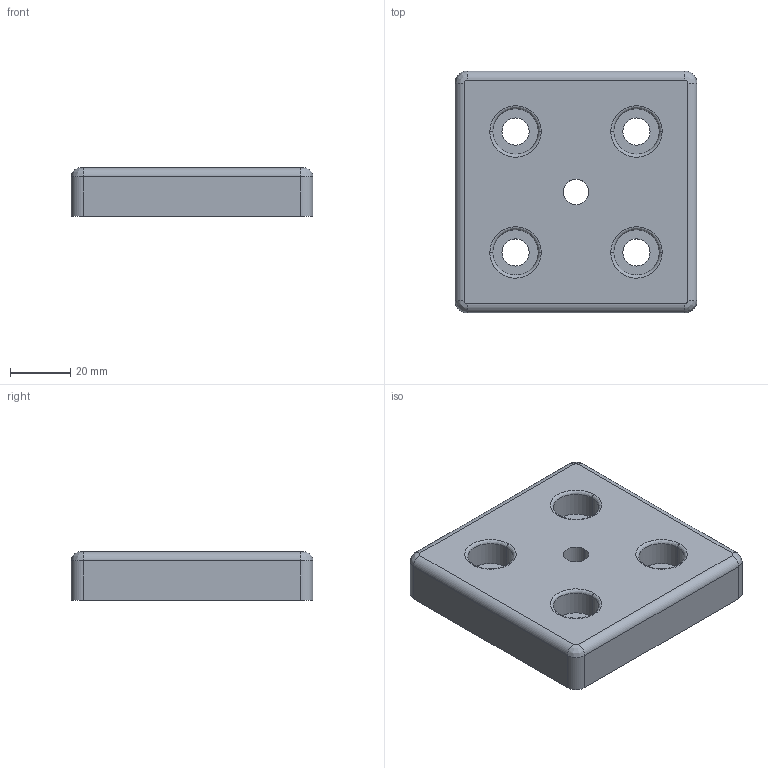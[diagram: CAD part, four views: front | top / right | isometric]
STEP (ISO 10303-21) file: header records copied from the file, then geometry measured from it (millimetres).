
FILE_DESCRIPTION (( 'STEP AP214' ), '1' );
FILE_NAME ('093t80801008r.STEP', '2014-09-05T12:10:05', ( '' ), ( '' ), 'SwSTEP 2.0', 'SolidWorks 2014', '' );
FILE_SCHEMA (( 'AUTOMOTIVE_DESIGN' ));
Length unit declared in the file: millimetre
Products named in the file (1): 093t80801008r
Bounding box: 80 x 80 x 16 mm (x, y, z)
Volume: 59386.4 mm3; surface area: 29143.7 mm2
Topology: 1 solids, 1 shells, 286 faces, 693 edges, 395 vertices
Faces by surface type: cylinder 131, bspline 105, plane 50
Entity records: 14300 total; most frequent: CARTESIAN_POINT 4821, DIRECTION 1357, ORIENTED_EDGE 1334, EDGE_CURVE 667, AXIS2_PLACEMENT_3D 559, VERTEX_POINT 395, CIRCLE 377, EDGE_LOOP 308
